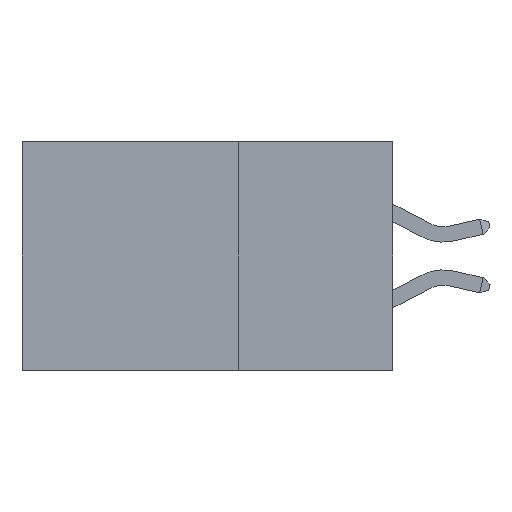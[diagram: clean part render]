
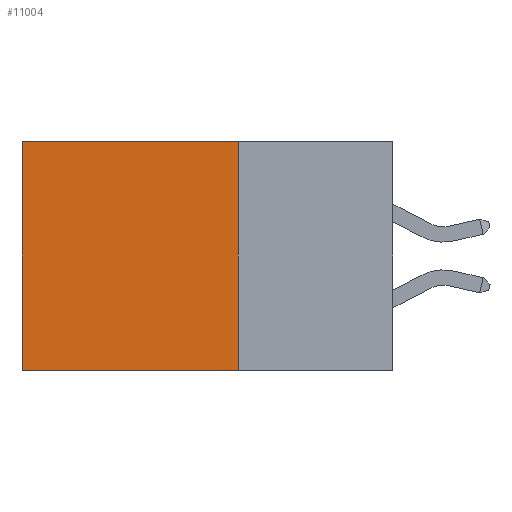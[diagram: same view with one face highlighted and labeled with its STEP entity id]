
A CAD part, left-side view. The second image highlights one B-rep face of the part: STEP entity #11004.
In plain terms, the highlighted planar face has unit normal (-1, 0, 0).
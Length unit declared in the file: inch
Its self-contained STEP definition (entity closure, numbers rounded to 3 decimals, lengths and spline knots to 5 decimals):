
#228 = LINE ( 'NONE', #6793, #1237 ) ;
#631 = DIRECTION ( 'NONE',  ( 1., 0., 0. ) ) ;
#767 = EDGE_CURVE ( 'NONE', #7245, #3544, #20191, .T. ) ;
#1168 = EDGE_CURVE ( 'NONE', #14315, #10316, #228, .T. ) ;
#1237 = VECTOR ( 'NONE', #11831, 39.37008 ) ;
#2080 = CARTESIAN_POINT ( 'NONE',  ( 0.2875, 0.25, -0.37 ) ) ;
#2087 = DIRECTION ( 'NONE',  ( 0., 0., -1. ) ) ;
#3319 = CARTESIAN_POINT ( 'NONE',  ( 0.2875, 0.25, 0. ) ) ;
#3431 = ORIENTED_EDGE ( 'NONE', *, *, #7761, .T. ) ;
#3544 = VERTEX_POINT ( 'NONE', #12583 ) ;
#3962 = ORIENTED_EDGE ( 'NONE', *, *, #7552, .F. ) ;
#5514 = LINE ( 'NONE', #2080, #6010 ) ;
#6010 = VECTOR ( 'NONE', #6948, 39.37008 ) ;
#6137 = CARTESIAN_POINT ( 'NONE',  ( 0.2875, 0.6, -0.37 ) ) ;
#6680 = CARTESIAN_POINT ( 'NONE',  ( 0.2875, 0.25, 0. ) ) ;
#6793 = CARTESIAN_POINT ( 'NONE',  ( 0.2875, 0.6, 0. ) ) ;
#6948 = DIRECTION ( 'NONE',  ( 0., 1., 0. ) ) ;
#7018 = LINE ( 'NONE', #12588, #17334 ) ;
#7245 = VERTEX_POINT ( 'NONE', #3319 ) ;
#7552 = EDGE_CURVE ( 'NONE', #3544, #10316, #5514, .T. ) ;
#7761 = EDGE_CURVE ( 'NONE', #7245, #14315, #7018, .T. ) ;
#9730 = CARTESIAN_POINT ( 'NONE',  ( 0.2875, 0.25, 0. ) ) ;
#10316 = VERTEX_POINT ( 'NONE', #6137 ) ;
#11004 = ADVANCED_FACE ( 'NONE', ( #11429 ), #14483, .F. ) ;
#11077 = ORIENTED_EDGE ( 'NONE', *, *, #767, .F. ) ;
#11429 = FACE_OUTER_BOUND ( 'NONE', #18684, .T. ) ;
#11460 = AXIS2_PLACEMENT_3D ( 'NONE', #6680, #631, #2087 ) ;
#11831 = DIRECTION ( 'NONE',  ( 0., 0., -1. ) ) ;
#12583 = CARTESIAN_POINT ( 'NONE',  ( 0.2875, 0.25, -0.37 ) ) ;
#12588 = CARTESIAN_POINT ( 'NONE',  ( 0.2875, 0.25, 0. ) ) ;
#12977 = DIRECTION ( 'NONE',  ( 0., 0., -1. ) ) ;
#14315 = VERTEX_POINT ( 'NONE', #14368 ) ;
#14368 = CARTESIAN_POINT ( 'NONE',  ( 0.2875, 0.6, 0. ) ) ;
#14483 = PLANE ( 'NONE',  #11460 ) ;
#16471 = ORIENTED_EDGE ( 'NONE', *, *, #1168, .T. ) ;
#17334 = VECTOR ( 'NONE', #17412, 39.37008 ) ;
#17412 = DIRECTION ( 'NONE',  ( 0., 1., 0. ) ) ;
#18684 = EDGE_LOOP ( 'NONE', ( #16471, #3962, #11077, #3431 ) ) ;
#20191 = LINE ( 'NONE', #9730, #20458 ) ;
#20458 = VECTOR ( 'NONE', #12977, 39.37008 ) ;
